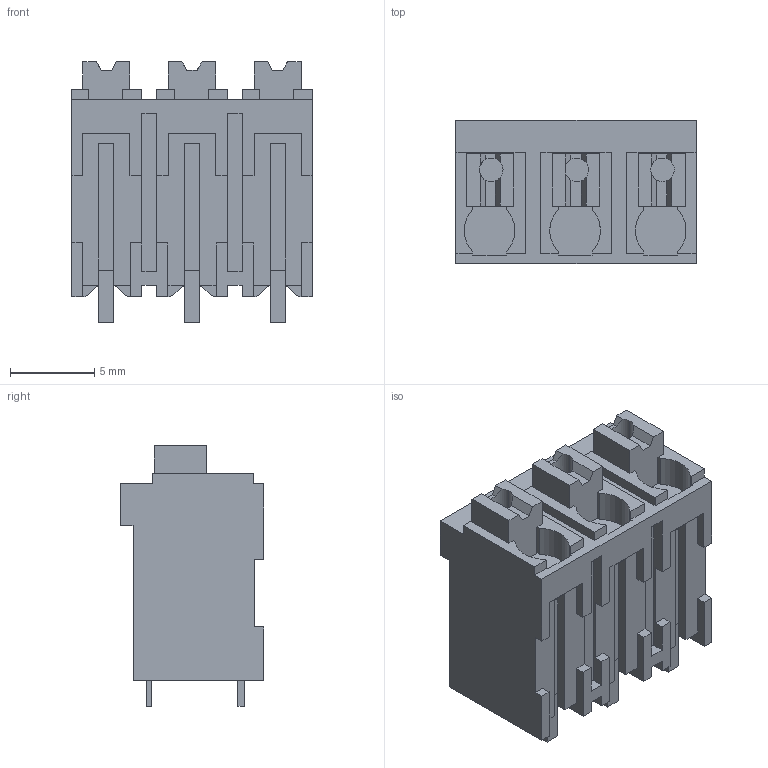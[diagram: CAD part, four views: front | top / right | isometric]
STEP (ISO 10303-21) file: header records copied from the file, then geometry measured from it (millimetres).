
FILE_DESCRIPTION(('CATIA V5 STEP Exchange','CAx-IF Rec.Pracs.--- Model Styling and Organization---1.2---2011-12-15'),'2;1');
FILE_NAME ('D1457876_0_1870220000_1870220000.stp','2018-03-20T09:08:15+00:00',('none'),('Weidmueller'),'CATIA Version 5-6 Release 2014','CATIA V5 STEP AP214','none');
FILE_SCHEMA(('AUTOMOTIVE_DESIGN { 1 0 10303 214 1 1 1 1 }'));
Length unit declared in the file: millimetre
Products named in the file (1): 1870220000
Bounding box: 14.26 x 8.5 x 15.45 mm (x, y, z)
Volume: 1171.4 mm3; surface area: 1300 mm2
Topology: 10 solids, 10 shells, 268 faces, 734 edges, 487 vertices
Faces by surface type: plane 256, cylinder 12
Entity records: 8244 total; most frequent: CARTESIAN_POINT 1514, ORIENTED_EDGE 1468, DIRECTION 1128, EDGE_CURVE 734, VECTOR 686, LINE 686, VERTEX_POINT 487, EDGE_LOOP 269
